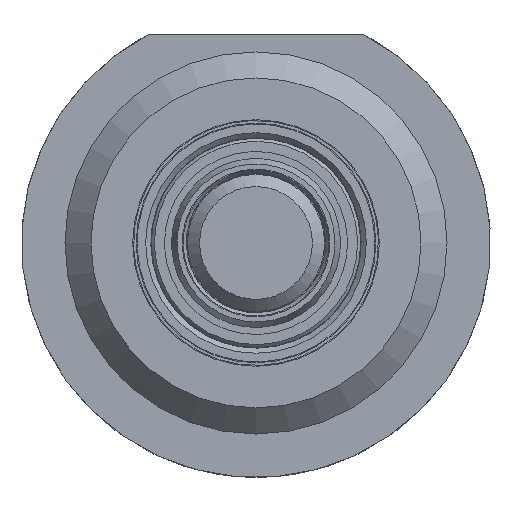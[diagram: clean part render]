
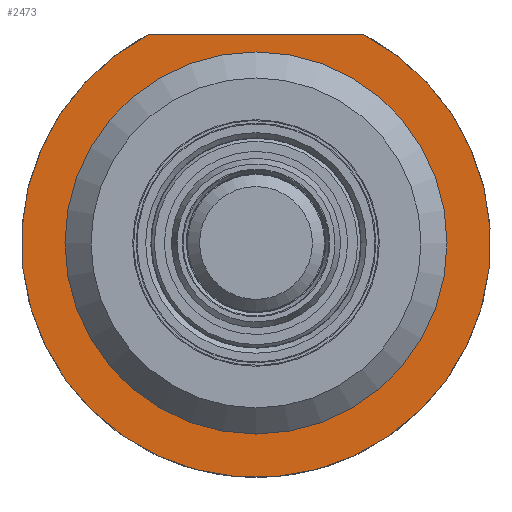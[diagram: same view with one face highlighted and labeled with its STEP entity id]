
A CAD part, front view. The second image highlights one B-rep face of the part: STEP entity #2473.
In plain terms, the highlighted planar face has unit normal (0, -1, 0).
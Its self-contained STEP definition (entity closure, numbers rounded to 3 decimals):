
#2157=CARTESIAN_POINT('',(-6.185,-56.25,12.));
#2158=VERTEX_POINT('',#2157);
#2159=CARTESIAN_POINT('',(6.185,-56.25,12.));
#2160=VERTEX_POINT('',#2159);
#2161=CARTESIAN_POINT('',(-6.185,-56.25,12.));
#2162=DIRECTION('',(1.0,0.0,0.0));
#2163=VECTOR('',#2162,12.369);
#2164=LINE('',#2161,#2163);
#2165=EDGE_CURVE('',#2158,#2160,#2164,.T.);
#2409=CARTESIAN_POINT('',(0.,-56.25,11.));
#2410=VERTEX_POINT('',#2409);
#2411=CARTESIAN_POINT('',(0.,-56.25,0.));
#2412=DIRECTION('',(0.0,1.0,0.0));
#2413=DIRECTION('',(0.0,0.0,1.0));
#2414=AXIS2_PLACEMENT_3D('',#2411,#2412,#2413);
#2415=CIRCLE('',#2414,11.0);
#2416=EDGE_CURVE('',#2410,#2410,#2415,.T.);
#2448=CARTESIAN_POINT('',(0.,-56.25,0.));
#2449=DIRECTION('',(0.0,1.0,0.0));
#2450=DIRECTION('',(-0.458,0.0,0.889));
#2451=AXIS2_PLACEMENT_3D('',#2448,#2449,#2450);
#2452=CIRCLE('',#2451,13.5);
#2453=EDGE_CURVE('',#2160,#2158,#2452,.T.);
#2461=CARTESIAN_POINT('',(0.,-56.25,0.934));
#2462=DIRECTION('',(0.0,-1.0,0.0));
#2463=DIRECTION('',(0.0,0.0,-1.0));
#2464=AXIS2_PLACEMENT_3D('',#2461,#2462,#2463);
#2465=PLANE('',#2464);
#2466=ORIENTED_EDGE('',*,*,#2165,.F.);
#2467=ORIENTED_EDGE('',*,*,#2453,.F.);
#2468=EDGE_LOOP('',(#2466,#2467));
#2469=FACE_OUTER_BOUND('',#2468,.T.);
#2470=ORIENTED_EDGE('',*,*,#2416,.T.);
#2471=EDGE_LOOP('',(#2470));
#2472=FACE_BOUND('',#2471,.T.);
#2473=ADVANCED_FACE('',(#2469,#2472),#2465,.T.);
